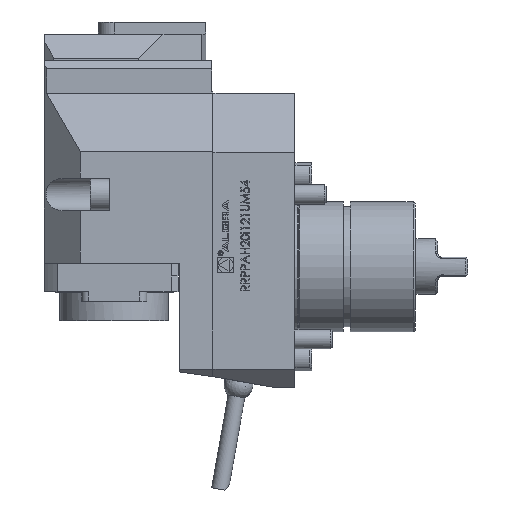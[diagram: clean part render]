
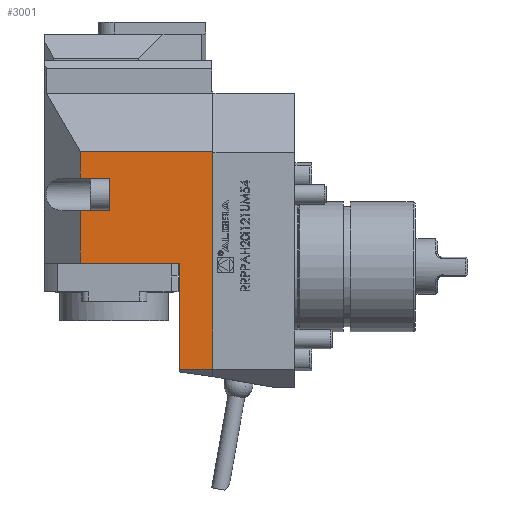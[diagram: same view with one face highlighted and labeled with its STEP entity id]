
A CAD part, left-side view. The second image highlights one B-rep face of the part: STEP entity #3001.
In plain terms, the highlighted planar face has unit normal (-1, 0, 0).
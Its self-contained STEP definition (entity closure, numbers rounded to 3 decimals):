
#78 = EDGE_CURVE ( 'NONE', #9341, #10133, #17644, .T. ) ;
#344 = CARTESIAN_POINT ( 'NONE',  ( -45., 14., 1.5 ) ) ;
#608 = CARTESIAN_POINT ( 'NONE',  ( -45., 55., 1.5 ) ) ;
#1127 = ORIENTED_EDGE ( 'NONE', *, *, #24401, .T. ) ;
#1660 = CARTESIAN_POINT ( 'NONE',  ( -45., 55., 47.751 ) ) ;
#2301 = DIRECTION ( 'NONE',  ( 0., 0., -1. ) ) ;
#2351 = VECTOR ( 'NONE', #12510, 1000. ) ;
#2599 = ORIENTED_EDGE ( 'NONE', *, *, #19001, .T. ) ;
#3001 = ADVANCED_FACE ( 'Defeature completata1_150', ( #24069 ), #18349, .T. ) ;
#3585 = CARTESIAN_POINT ( 'NONE',  ( -45., 43., 0. ) ) ;
#3647 = VECTOR ( 'NONE', #14379, 1000. ) ;
#3668 = CARTESIAN_POINT ( 'NONE',  ( -45., 70., 1.5 ) ) ;
#4123 = CARTESIAN_POINT ( 'NONE',  ( -45., 0., -50. ) ) ;
#4192 = DIRECTION ( 'NONE',  ( 0., 0., -1. ) ) ;
#4341 = CARTESIAN_POINT ( 'NONE',  ( -45., 43., 23.25 ) ) ;
#4386 = ORIENTED_EDGE ( 'NONE', *, *, #10126, .T. ) ;
#4570 = EDGE_CURVE ( 'NONE', #6463, #11983, #23385, .T. ) ;
#4799 = VECTOR ( 'NONE', #14814, 1000. ) ;
#4939 = DIRECTION ( 'NONE',  ( 0., 1., 0. ) ) ;
#5076 = VERTEX_POINT ( 'NONE', #23512 ) ;
#5100 = VECTOR ( 'NONE', #23981, 1000. ) ;
#5212 = VECTOR ( 'NONE', #2301, 1000. ) ;
#5415 = ORIENTED_EDGE ( 'NONE', *, *, #13004, .T. ) ;
#5702 = VECTOR ( 'NONE', #18691, 1000. ) ;
#5784 = ORIENTED_EDGE ( 'NONE', *, *, #9272, .F. ) ;
#6463 = VERTEX_POINT ( 'NONE', #15840 ) ;
#6638 = DIRECTION ( 'NONE',  ( 0., -1., 0. ) ) ;
#6835 = VECTOR ( 'NONE', #4192, 1000. ) ;
#7430 = LINE ( 'NONE', #20420, #5702 ) ;
#8026 = ORIENTED_EDGE ( 'NONE', *, *, #10811, .F. ) ;
#8038 = CARTESIAN_POINT ( 'NONE',  ( -45., 0., 47.751 ) ) ;
#8954 = CARTESIAN_POINT ( 'NONE',  ( -45., 41., 0. ) ) ;
#9250 = VECTOR ( 'NONE', #11633, 1000. ) ;
#9272 = EDGE_CURVE ( 'NONE', #22593, #5076, #22075, .T. ) ;
#9341 = VERTEX_POINT ( 'NONE', #1660 ) ;
#9571 = VERTEX_POINT ( 'NONE', #16188 ) ;
#9940 = CARTESIAN_POINT ( 'NONE',  ( -45., 14., -42.5 ) ) ;
#10052 = VECTOR ( 'NONE', #6638, 1000. ) ;
#10106 = VECTOR ( 'NONE', #11580, 1000. ) ;
#10126 = EDGE_CURVE ( 'NONE', #22077, #14263, #18983, .T. ) ;
#10133 = VERTEX_POINT ( 'NONE', #15123 ) ;
#10372 = CARTESIAN_POINT ( 'NONE',  ( -45., 14., 1.5 ) ) ;
#10599 = CARTESIAN_POINT ( 'NONE',  ( -45., 0., 47.5 ) ) ;
#10811 = EDGE_CURVE ( 'NONE', #9571, #10133, #12526, .T. ) ;
#11580 = DIRECTION ( 'NONE',  ( 0., 0., -1. ) ) ;
#11633 = DIRECTION ( 'NONE',  ( 0., 0., 1. ) ) ;
#11983 = VERTEX_POINT ( 'NONE', #14347 ) ;
#12308 = CARTESIAN_POINT ( 'NONE',  ( -45., 43., 23.25 ) ) ;
#12510 = DIRECTION ( 'NONE',  ( 0., 0., -1. ) ) ;
#12523 = EDGE_CURVE ( 'NONE', #15294, #6463, #15408, .T. ) ;
#12526 = LINE ( 'NONE', #16363, #3647 ) ;
#12556 = ORIENTED_EDGE ( 'NONE', *, *, #12523, .T. ) ;
#13004 = EDGE_CURVE ( 'NONE', #22593, #13958, #15092, .T. ) ;
#13215 = EDGE_CURVE ( 'NONE', #9341, #13958, #7430, .T. ) ;
#13499 = AXIS2_PLACEMENT_3D ( 'NONE', #8954, #16477, #18597 ) ;
#13922 = VECTOR ( 'NONE', #4939, 1000. ) ;
#13958 = VERTEX_POINT ( 'NONE', #8038 ) ;
#14263 = VERTEX_POINT ( 'NONE', #9940 ) ;
#14347 = CARTESIAN_POINT ( 'NONE',  ( -45., 55., 1.5 ) ) ;
#14379 = DIRECTION ( 'NONE',  ( 0., 1., 0. ) ) ;
#14577 = LINE ( 'NONE', #3585, #4799 ) ;
#14814 = DIRECTION ( 'NONE',  ( 0., 0., -1. ) ) ;
#15092 = LINE ( 'NONE', #4123, #9250 ) ;
#15123 = CARTESIAN_POINT ( 'NONE',  ( -45., 55., 36.75 ) ) ;
#15217 = EDGE_LOOP ( 'NONE', ( #8026, #2599, #12556, #20488, #1127, #4386, #18182, #5784, #5415, #24030, #20115 ) ) ;
#15294 = VERTEX_POINT ( 'NONE', #4341 ) ;
#15408 = LINE ( 'NONE', #12308, #13922 ) ;
#15840 = CARTESIAN_POINT ( 'NONE',  ( -45., 55., 23.25 ) ) ;
#16188 = CARTESIAN_POINT ( 'NONE',  ( -45., 43., 36.75 ) ) ;
#16363 = CARTESIAN_POINT ( 'NONE',  ( -45., 43., 36.75 ) ) ;
#16477 = DIRECTION ( 'NONE',  ( -1., 0., 0. ) ) ;
#17644 = LINE ( 'NONE', #608, #10106 ) ;
#18182 = ORIENTED_EDGE ( 'NONE', *, *, #22661, .T. ) ;
#18349 = PLANE ( 'NONE',  #13499 ) ;
#18505 = LINE ( 'NONE', #3668, #5100 ) ;
#18597 = DIRECTION ( 'NONE',  ( 0., 0., 1. ) ) ;
#18691 = DIRECTION ( 'NONE',  ( 0., -1., 0. ) ) ;
#18983 = LINE ( 'NONE', #344, #5212 ) ;
#19001 = EDGE_CURVE ( 'NONE', #9571, #15294, #14577, .T. ) ;
#20115 = ORIENTED_EDGE ( 'NONE', *, *, #78, .T. ) ;
#20420 = CARTESIAN_POINT ( 'NONE',  ( -45., 70., 47.751 ) ) ;
#20488 = ORIENTED_EDGE ( 'NONE', *, *, #4570, .T. ) ;
#21136 = CARTESIAN_POINT ( 'NONE',  ( -45., 55., 1.5 ) ) ;
#21738 = CARTESIAN_POINT ( 'NONE',  ( -45., 0., -42.5 ) ) ;
#21944 = CARTESIAN_POINT ( 'NONE',  ( -45., 0., 72. ) ) ;
#22075 = LINE ( 'NONE', #21944, #2351 ) ;
#22077 = VERTEX_POINT ( 'NONE', #10372 ) ;
#22593 = VERTEX_POINT ( 'NONE', #10599 ) ;
#22661 = EDGE_CURVE ( 'NONE', #14263, #5076, #23625, .T. ) ;
#23385 = LINE ( 'NONE', #21136, #6835 ) ;
#23512 = CARTESIAN_POINT ( 'NONE',  ( -45., 0., -42.5 ) ) ;
#23625 = LINE ( 'NONE', #21738, #10052 ) ;
#23981 = DIRECTION ( 'NONE',  ( 0., -1., 0. ) ) ;
#24030 = ORIENTED_EDGE ( 'NONE', *, *, #13215, .F. ) ;
#24069 = FACE_OUTER_BOUND ( 'NONE', #15217, .T. ) ;
#24401 = EDGE_CURVE ( 'NONE', #11983, #22077, #18505, .T. ) ;
